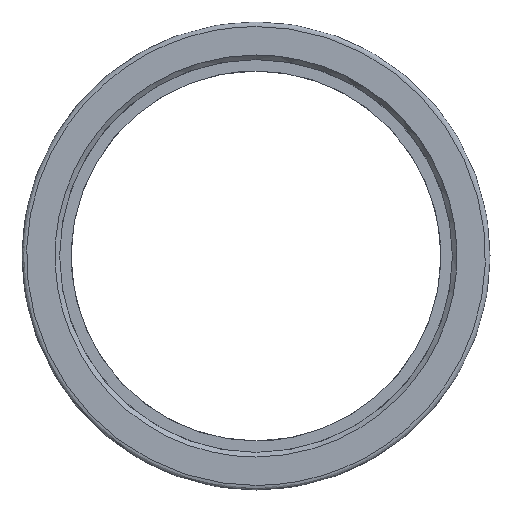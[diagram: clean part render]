
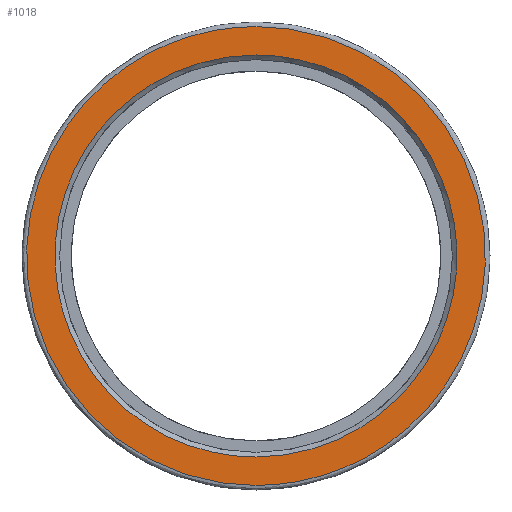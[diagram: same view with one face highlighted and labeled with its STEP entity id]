
A CAD part, left-side view. The second image highlights one B-rep face of the part: STEP entity #1018.
In plain terms, the highlighted planar face has unit normal (-1, 0, 0).
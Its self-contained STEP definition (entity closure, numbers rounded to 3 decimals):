
#44 = CARTESIAN_POINT ( 'NONE',  ( 0., -6.597, -11.447 ) ) ;
#48 = CARTESIAN_POINT ( 'NONE',  ( 0., -3.429, 12.759 ) ) ;
#55 = FACE_OUTER_BOUND ( 'NONE', #1078, .T. ) ;
#62 = CARTESIAN_POINT ( 'NONE',  ( 0., 0., 14.95 ) ) ;
#78 = CARTESIAN_POINT ( 'NONE',  ( 0., -1.715, 13.1 ) ) ;
#128 = CARTESIAN_POINT ( 'NONE',  ( 0., -29.9, -14.95 ) ) ;
#145 = CARTESIAN_POINT ( 'NONE',  ( 0., 29.9, -14.95 ) ) ;
#148 = CARTESIAN_POINT ( 'NONE',  ( 0., 0., -14.95 ) ) ;
#176 = VERTEX_POINT ( 'NONE', #62 ) ;
#205 = CARTESIAN_POINT ( 'NONE',  ( 0., 3.429, -12.759 ) ) ;
#222 = CARTESIAN_POINT ( 'NONE',  ( 0., 12.759, -3.429 ) ) ;
#223 = CARTESIAN_POINT ( 'NONE',  ( 0., -11.447, 6.597 ) ) ;
#238 = CARTESIAN_POINT ( 'NONE',  ( 0., 0., 13.1 ) ) ;
#262 = VERTEX_POINT ( 'NONE', #648 ) ;
#272 = EDGE_CURVE ( 'NONE', #722, #262, #1087, .T. ) ;
#303 = CARTESIAN_POINT ( 'NONE',  ( 0., 1.715, -13.1 ) ) ;
#304 = CARTESIAN_POINT ( 'NONE',  ( 0., -12.759, -3.429 ) ) ;
#326 = CARTESIAN_POINT ( 'NONE',  ( 0., 3.429, 12.759 ) ) ;
#387 = CARTESIAN_POINT ( 'NONE',  ( 0., 1.715, 13.1 ) ) ;
#395 = DIRECTION ( 'NONE',  ( 1., 0., 0. ) ) ;
#402 = CARTESIAN_POINT ( 'NONE',  ( 0., 0., 13.1 ) ) ;
#412 = DIRECTION ( 'NONE',  ( 0., 0., -1. ) ) ;
#445 = B_SPLINE_CURVE_WITH_KNOTS ( 'NONE', 3,
 ( #1113, #486, #838, #44, #659, #1026, #738, #304, #649, #1003, #912, #223, #577, #665, #843, #48, #78, #238 ),
 .UNSPECIFIED., .F., .F.,
 ( 4, 2, 2, 2, 2, 2, 2, 2, 4 ),
 ( 0., 0.125, 0.25, 0.375, 0.5, 0.625, 0.75, 0.875, 1. ),
 .UNSPECIFIED. ) ;
#486 = CARTESIAN_POINT ( 'NONE',  ( 0., -1.715, -13.1 ) ) ;
#492 = PLANE ( 'NONE',  #641 ) ;
#497 = CARTESIAN_POINT ( 'NONE',  ( 0., 13.1, 1.715 ) ) ;
#498 = CARTESIAN_POINT ( 'NONE',  ( 0., 0., -14.95 ) ) ;
#555 = VERTEX_POINT ( 'NONE', #568 ) ;
#559 = CARTESIAN_POINT ( 'NONE',  ( 0., 0., -13.1 ) ) ;
#565 = CARTESIAN_POINT ( 'NONE',  ( 0., 13.1, -1.715 ) ) ;
#568 = CARTESIAN_POINT ( 'NONE',  ( 0., 0., -14.95 ) ) ;
#571 = CARTESIAN_POINT ( 'NONE',  ( 0., 0., 14.95 ) ) ;
#577 = CARTESIAN_POINT ( 'NONE',  ( 0., -10.476, 8.051 ) ) ;
#581 = CARTESIAN_POINT ( 'NONE',  ( 0., 29.9, 14.95 ) ) ;
#640 = EDGE_CURVE ( 'NONE', #176, #555, #700, .T. ) ;
#641 = AXIS2_PLACEMENT_3D ( 'NONE', #1009, #395, #412 ) ;
#648 = CARTESIAN_POINT ( 'NONE',  ( 0., 0., -13.1 ) ) ;
#649 = CARTESIAN_POINT ( 'NONE',  ( 0., -13.1, -1.715 ) ) ;
#653 = CARTESIAN_POINT ( 'NONE',  ( 0., 0., 13.1 ) ) ;
#659 = CARTESIAN_POINT ( 'NONE',  ( 0., -8.051, -10.476 ) ) ;
#664 = CARTESIAN_POINT ( 'NONE',  ( 0., 10.476, -8.051 ) ) ;
#665 = CARTESIAN_POINT ( 'NONE',  ( 0., -8.051, 10.476 ) ) ;
#669 = CARTESIAN_POINT ( 'NONE',  ( 0., 11.447, 6.597 ) ) ;
#686 = ORIENTED_EDGE ( 'NONE', *, *, #915, .F. ) ;
#700 =( BOUNDED_CURVE ( )  B_SPLINE_CURVE ( 3, ( #834, #1017, #128, #148 ),
 .UNSPECIFIED., .F., .T. ) 
 B_SPLINE_CURVE_WITH_KNOTS ( ( 4, 4 ),
 ( 0., 1. ),
 .UNSPECIFIED. ) 
 CURVE ( )  GEOMETRIC_REPRESENTATION_ITEM ( )  RATIONAL_B_SPLINE_CURVE ( ( 1., 0.333, 0.333, 1. ) ) 
 REPRESENTATION_ITEM ( '' )  );
#717 = ORIENTED_EDGE ( 'NONE', *, *, #272, .F. ) ;
#722 = VERTEX_POINT ( 'NONE', #402 ) ;
#738 = CARTESIAN_POINT ( 'NONE',  ( 0., -11.447, -6.597 ) ) ;
#747 = CARTESIAN_POINT ( 'NONE',  ( 0., 6.597, 11.447 ) ) ;
#752 = CARTESIAN_POINT ( 'NONE',  ( 0., 6.597, -11.447 ) ) ;
#766 =( BOUNDED_CURVE ( )  B_SPLINE_CURVE ( 3, ( #498, #145, #581, #571 ),
 .UNSPECIFIED., .F., .T. ) 
 B_SPLINE_CURVE_WITH_KNOTS ( ( 4, 4 ),
 ( 0., 1. ),
 .UNSPECIFIED. ) 
 CURVE ( )  GEOMETRIC_REPRESENTATION_ITEM ( )  RATIONAL_B_SPLINE_CURVE ( ( 1., 0.333, 0.333, 1. ) ) 
 REPRESENTATION_ITEM ( '' )  );
#781 = ORIENTED_EDGE ( 'NONE', *, *, #640, .F. ) ;
#787 = ORIENTED_EDGE ( 'NONE', *, *, #1089, .F. ) ;
#834 = CARTESIAN_POINT ( 'NONE',  ( 0., 0., 14.95 ) ) ;
#838 = CARTESIAN_POINT ( 'NONE',  ( 0., -3.429, -12.759 ) ) ;
#842 = CARTESIAN_POINT ( 'NONE',  ( 0., 12.759, 3.429 ) ) ;
#843 = CARTESIAN_POINT ( 'NONE',  ( 0., -6.597, 11.447 ) ) ;
#906 = CARTESIAN_POINT ( 'NONE',  ( 0., 8.051, -10.476 ) ) ;
#911 = CARTESIAN_POINT ( 'NONE',  ( 0., 11.447, -6.597 ) ) ;
#912 = CARTESIAN_POINT ( 'NONE',  ( 0., -12.759, 3.429 ) ) ;
#915 = EDGE_CURVE ( 'NONE', #555, #176, #766, .T. ) ;
#923 = FACE_BOUND ( 'NONE', #1085, .T. ) ;
#1003 = CARTESIAN_POINT ( 'NONE',  ( 0., -13.1, 1.715 ) ) ;
#1009 = CARTESIAN_POINT ( 'NONE',  ( 0., 12.8, 0. ) ) ;
#1017 = CARTESIAN_POINT ( 'NONE',  ( 0., -29.9, 14.95 ) ) ;
#1018 = ADVANCED_FACE ( 'NONE', ( #923, #55 ), #492, .F. ) ;
#1026 = CARTESIAN_POINT ( 'NONE',  ( 0., -10.476, -8.051 ) ) ;
#1078 = EDGE_LOOP ( 'NONE', ( #686, #781 ) ) ;
#1085 = EDGE_LOOP ( 'NONE', ( #717, #787 ) ) ;
#1087 = B_SPLINE_CURVE_WITH_KNOTS ( 'NONE', 3,
 ( #653, #387, #326, #747, #1107, #1094, #669, #842, #497, #565, #222, #911, #664, #906, #752, #205, #303, #559 ),
 .UNSPECIFIED., .F., .F.,
 ( 4, 2, 2, 2, 2, 2, 2, 2, 4 ),
 ( 0., 0.125, 0.25, 0.375, 0.5, 0.625, 0.75, 0.875, 1. ),
 .UNSPECIFIED. ) ;
#1089 = EDGE_CURVE ( 'NONE', #262, #722, #445, .T. ) ;
#1094 = CARTESIAN_POINT ( 'NONE',  ( 0., 10.476, 8.051 ) ) ;
#1107 = CARTESIAN_POINT ( 'NONE',  ( 0., 8.051, 10.476 ) ) ;
#1113 = CARTESIAN_POINT ( 'NONE',  ( 0., 0., -13.1 ) ) ;
